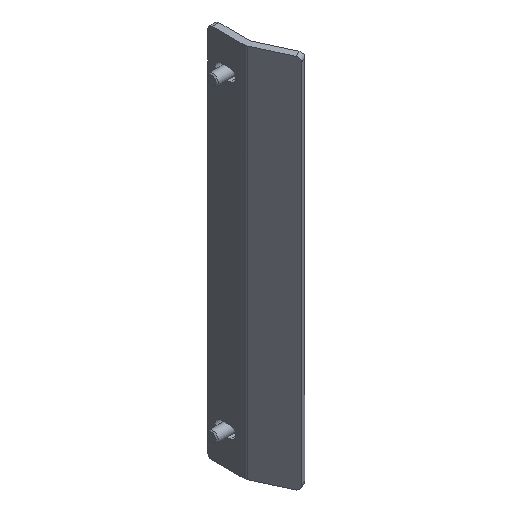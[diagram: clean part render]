
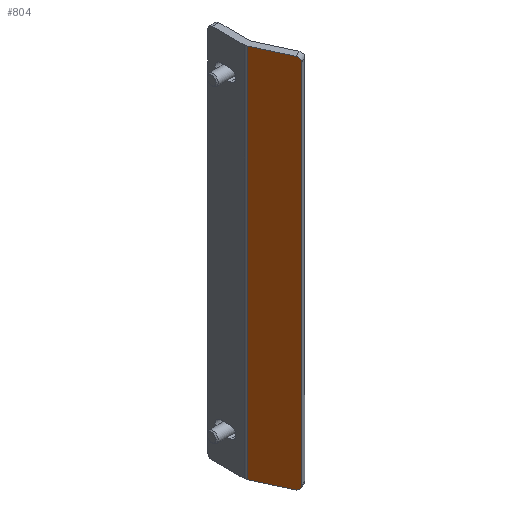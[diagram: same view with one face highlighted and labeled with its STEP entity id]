
A CAD part, isometric view. The second image highlights one B-rep face of the part: STEP entity #804.
In plain terms, the highlighted face is planar.
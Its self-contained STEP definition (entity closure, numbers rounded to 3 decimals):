
#80=CIRCLE('',#900,2.);
#81=CIRCLE('',#901,2.);
#140=ORIENTED_EDGE('',*,*,#354,.T.);
#141=ORIENTED_EDGE('',*,*,#356,.T.);
#142=ORIENTED_EDGE('',*,*,#351,.T.);
#143=ORIENTED_EDGE('',*,*,#357,.F.);
#144=ORIENTED_EDGE('',*,*,#338,.F.);
#145=ORIENTED_EDGE('',*,*,#358,.T.);
#338=EDGE_CURVE('',#446,#447,#517,.T.);
#351=EDGE_CURVE('',#452,#459,#526,.T.);
#354=EDGE_CURVE('',#463,#462,#529,.T.);
#356=EDGE_CURVE('',#462,#452,#80,.T.);
#357=EDGE_CURVE('',#447,#459,#531,.T.);
#358=EDGE_CURVE('',#446,#463,#81,.T.);
#446=VERTEX_POINT('',#1267);
#447=VERTEX_POINT('',#1269);
#452=VERTEX_POINT('',#1281);
#459=VERTEX_POINT('',#1294);
#462=VERTEX_POINT('',#1301);
#463=VERTEX_POINT('',#1303);
#517=LINE('',#1268,#575);
#526=LINE('',#1295,#584);
#529=LINE('',#1302,#587);
#531=LINE('',#1307,#589);
#575=VECTOR('',#1001,1000.);
#584=VECTOR('',#1020,1000.);
#587=VECTOR('',#1025,1000.);
#589=VECTOR('',#1031,1000.);
#634=EDGE_LOOP('',(#140,#141,#142,#143,#144,#145));
#704=FACE_BOUND('',#634,.T.);
#775=PLANE('',#899);
#804=ADVANCED_FACE('',(#704),#775,.F.);
#899=AXIS2_PLACEMENT_3D('',#1305,#1027,#1028);
#900=AXIS2_PLACEMENT_3D('',#1306,#1029,#1030);
#901=AXIS2_PLACEMENT_3D('',#1308,#1032,#1033);
#1001=DIRECTION('',(0.906,-0.423,0.));
#1020=DIRECTION('',(0.906,-0.423,0.));
#1025=DIRECTION('',(0.,0.,-1.));
#1027=DIRECTION('',(0.423,0.906,0.));
#1028=DIRECTION('',(-0.906,0.423,0.));
#1029=DIRECTION('',(-0.423,-0.906,0.));
#1030=DIRECTION('',(-0.906,0.423,0.));
#1031=DIRECTION('',(0.,0.,-1.));
#1032=DIRECTION('',(-0.423,-0.906,0.));
#1033=DIRECTION('',(-0.906,0.423,0.));
#1267=CARTESIAN_POINT('',(-24.614,7.23,85.));
#1268=CARTESIAN_POINT('',(-26.427,8.076,85.));
#1269=CARTESIAN_POINT('',(-9.711,0.281,85.));
#1281=CARTESIAN_POINT('',(-24.614,7.23,-85.));
#1294=CARTESIAN_POINT('',(-9.711,0.281,-85.));
#1295=CARTESIAN_POINT('',(-26.427,8.076,-85.));
#1301=CARTESIAN_POINT('',(-26.427,8.076,-83.));
#1302=CARTESIAN_POINT('',(-26.427,8.076,85.));
#1303=CARTESIAN_POINT('',(-26.427,8.076,83.));
#1305=CARTESIAN_POINT('',(-26.427,8.076,85.));
#1306=CARTESIAN_POINT('',(-24.614,7.23,-83.));
#1307=CARTESIAN_POINT('',(-9.711,0.281,85.));
#1308=CARTESIAN_POINT('',(-24.614,7.23,83.));
